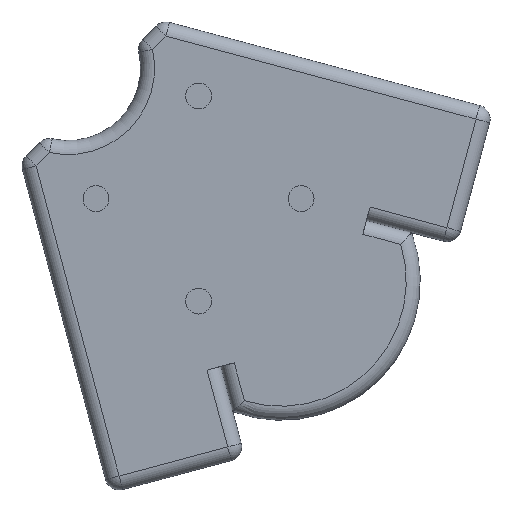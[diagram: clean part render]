
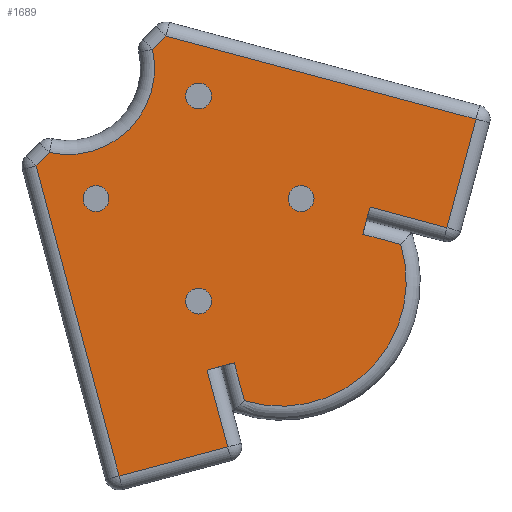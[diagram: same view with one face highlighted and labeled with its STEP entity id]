
A CAD part, front view. The second image highlights one B-rep face of the part: STEP entity #1689.
In plain terms, the highlighted face is planar.
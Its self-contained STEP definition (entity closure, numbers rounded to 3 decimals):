
#25=FACE_BOUND('',#320,.T.);
#26=FACE_BOUND('',#321,.T.);
#27=FACE_BOUND('',#322,.T.);
#28=FACE_BOUND('',#323,.T.);
#78=PLANE('',#1907);
#201=FACE_OUTER_BOUND('',#319,.T.);
#319=EDGE_LOOP('',(#1417,#1418,#1419,#1420,#1421,#1422,#1423,#1424,#1425,
#1426,#1427,#1428,#1429,#1430));
#320=EDGE_LOOP('',(#1431));
#321=EDGE_LOOP('',(#1432));
#322=EDGE_LOOP('',(#1433));
#323=EDGE_LOOP('',(#1434));
#425=LINE('',#3079,#531);
#427=LINE('',#3088,#533);
#428=LINE('',#3094,#534);
#430=LINE('',#3113,#536);
#438=LINE('',#3136,#544);
#439=LINE('',#3143,#545);
#442=LINE('',#3153,#548);
#443=LINE('',#3154,#549);
#444=LINE('',#3156,#550);
#445=LINE('',#3157,#551);
#446=LINE('',#3159,#552);
#447=LINE('',#3162,#553);
#531=VECTOR('',#2305,10.);
#533=VECTOR('',#2313,10.);
#534=VECTOR('',#2320,10.);
#536=VECTOR('',#2352,10.);
#544=VECTOR('',#2374,10.);
#545=VECTOR('',#2381,10.);
#548=VECTOR('',#2390,10.);
#549=VECTOR('',#2391,10.);
#550=VECTOR('',#2392,10.);
#551=VECTOR('',#2393,10.);
#552=VECTOR('',#2394,10.);
#553=VECTOR('',#2397,10.);
#634=CIRCLE('',#1855,2.75);
#636=CIRCLE('',#1859,2.75);
#638=CIRCLE('',#1863,2.75);
#640=CIRCLE('',#1867,2.75);
#650=CIRCLE('',#1885,18.5);
#662=CIRCLE('',#1908,26.724);
#776=VERTEX_POINT('',#3033);
#778=VERTEX_POINT('',#3040);
#780=VERTEX_POINT('',#3047);
#782=VERTEX_POINT('',#3054);
#789=VERTEX_POINT('',#3076);
#790=VERTEX_POINT('',#3078);
#793=VERTEX_POINT('',#3085);
#794=VERTEX_POINT('',#3087);
#796=VERTEX_POINT('',#3092);
#798=VERTEX_POINT('',#3112);
#805=VERTEX_POINT('',#3134);
#806=VERTEX_POINT('',#3135);
#808=VERTEX_POINT('',#3141);
#809=VERTEX_POINT('',#3142);
#813=VERTEX_POINT('',#3152);
#814=VERTEX_POINT('',#3155);
#815=VERTEX_POINT('',#3158);
#816=VERTEX_POINT('',#3160);
#971=EDGE_CURVE('',#776,#776,#634,.T.);
#974=EDGE_CURVE('',#778,#778,#636,.T.);
#977=EDGE_CURVE('',#780,#780,#638,.T.);
#980=EDGE_CURVE('',#782,#782,#640,.T.);
#992=EDGE_CURVE('',#789,#790,#425,.T.);
#996=EDGE_CURVE('',#793,#794,#427,.T.);
#999=EDGE_CURVE('',#796,#793,#428,.T.);
#1004=EDGE_CURVE('',#790,#796,#650,.T.);
#1009=EDGE_CURVE('',#798,#789,#430,.T.);
#1020=EDGE_CURVE('',#805,#806,#438,.T.);
#1023=EDGE_CURVE('',#808,#809,#439,.T.);
#1028=EDGE_CURVE('',#809,#813,#442,.T.);
#1029=EDGE_CURVE('',#794,#808,#443,.T.);
#1030=EDGE_CURVE('',#814,#798,#444,.T.);
#1031=EDGE_CURVE('',#806,#814,#445,.T.);
#1032=EDGE_CURVE('',#815,#805,#446,.T.);
#1033=EDGE_CURVE('',#816,#815,#662,.T.);
#1034=EDGE_CURVE('',#813,#816,#447,.T.);
#1417=ORIENTED_EDGE('',*,*,#1028,.F.);
#1418=ORIENTED_EDGE('',*,*,#1023,.F.);
#1419=ORIENTED_EDGE('',*,*,#1029,.F.);
#1420=ORIENTED_EDGE('',*,*,#996,.F.);
#1421=ORIENTED_EDGE('',*,*,#999,.F.);
#1422=ORIENTED_EDGE('',*,*,#1004,.F.);
#1423=ORIENTED_EDGE('',*,*,#992,.F.);
#1424=ORIENTED_EDGE('',*,*,#1009,.F.);
#1425=ORIENTED_EDGE('',*,*,#1030,.F.);
#1426=ORIENTED_EDGE('',*,*,#1031,.F.);
#1427=ORIENTED_EDGE('',*,*,#1020,.F.);
#1428=ORIENTED_EDGE('',*,*,#1032,.F.);
#1429=ORIENTED_EDGE('',*,*,#1033,.F.);
#1430=ORIENTED_EDGE('',*,*,#1034,.F.);
#1431=ORIENTED_EDGE('',*,*,#980,.T.);
#1432=ORIENTED_EDGE('',*,*,#977,.T.);
#1433=ORIENTED_EDGE('',*,*,#974,.T.);
#1434=ORIENTED_EDGE('',*,*,#971,.T.);
#1689=ADVANCED_FACE('',(#201,#25,#26,#27,#28),#78,.F.);
#1855=AXIS2_PLACEMENT_3D('',#3034,#2255,#2256);
#1859=AXIS2_PLACEMENT_3D('',#3041,#2264,#2265);
#1863=AXIS2_PLACEMENT_3D('',#3048,#2273,#2274);
#1867=AXIS2_PLACEMENT_3D('',#3055,#2282,#2283);
#1885=AXIS2_PLACEMENT_3D('',#3102,#2332,#2333);
#1907=AXIS2_PLACEMENT_3D('',#3151,#2388,#2389);
#1908=AXIS2_PLACEMENT_3D('',#3161,#2395,#2396);
#2255=DIRECTION('center_axis',(0.,-1.,0.));
#2256=DIRECTION('ref_axis',(-1.,0.,0.));
#2264=DIRECTION('center_axis',(0.,-1.,0.));
#2265=DIRECTION('ref_axis',(-1.,0.,0.));
#2273=DIRECTION('center_axis',(0.,-1.,0.));
#2274=DIRECTION('ref_axis',(-1.,0.,0.));
#2282=DIRECTION('center_axis',(0.,-1.,0.));
#2283=DIRECTION('ref_axis',(-1.,0.,0.));
#2305=DIRECTION('',(-0.707,0.,0.707));
#2313=DIRECTION('',(-0.966,0.,-0.259));
#2320=DIRECTION('',(-0.707,0.,0.707));
#2332=DIRECTION('center_axis',(0.,1.,0.));
#2333=DIRECTION('ref_axis',(-0.707,0.,-0.707));
#2352=DIRECTION('',(0.259,0.,0.966));
#2374=DIRECTION('',(0.966,0.,-0.259));
#2381=DIRECTION('',(0.966,0.,0.259));
#2388=DIRECTION('center_axis',(0.,-1.,0.));
#2389=DIRECTION('ref_axis',(-1.,0.,0.));
#2390=DIRECTION('',(0.259,0.,-0.966));
#2391=DIRECTION('',(0.259,0.,-0.966));
#2392=DIRECTION('',(0.966,0.,-0.259));
#2393=DIRECTION('',(-0.259,0.,-0.966));
#2394=DIRECTION('',(0.259,0.,0.966));
#2395=DIRECTION('center_axis',(0.,-1.,0.));
#2396=DIRECTION('ref_axis',(-0.707,0.,-0.707));
#2397=DIRECTION('',(-0.966,0.,-0.259));
#3033=CARTESIAN_POINT('',(33.581,60.,-6.011));
#3034=CARTESIAN_POINT('Origin',(30.831,60.,-6.011));
#3040=CARTESIAN_POINT('',(11.689,60.,-27.904));
#3041=CARTESIAN_POINT('Origin',(8.939,60.,-27.904));
#3047=CARTESIAN_POINT('',(55.473,60.,-27.904));
#3048=CARTESIAN_POINT('Origin',(52.723,60.,-27.904));
#3054=CARTESIAN_POINT('',(33.581,60.,-49.796));
#3055=CARTESIAN_POINT('Origin',(30.831,60.,-49.796));
#3076=CARTESIAN_POINT('',(65.558,60.,-20.897));
#3078=CARTESIAN_POINT('',(62.726,60.,-18.064));
#3079=CARTESIAN_POINT('',(56.596,60.,-11.934));
#3085=CARTESIAN_POINT('',(37.838,60.,6.824));
#3087=CARTESIAN_POINT('',(-28.407,60.,-10.926));
#3088=CARTESIAN_POINT('',(47.57,60.,9.432));
#3092=CARTESIAN_POINT('',(40.67,60.,3.992));
#3094=CARTESIAN_POINT('',(44.156,60.,0.506));
#3102=CARTESIAN_POINT('Origin',(58.734,60.,0.));
#3112=CARTESIAN_POINT('',(47.808,60.,-87.141));
#3113=CARTESIAN_POINT('',(62.561,60.,-32.084));
#3134=CARTESIAN_POINT('',(23.23,60.,-62.956));
#3135=CARTESIAN_POINT('',(29.026,60.,-64.509));
#3136=CARTESIAN_POINT('',(33.373,60.,-65.674));
#3141=CARTESIAN_POINT('',(-22.195,60.,-34.108));
#3142=CARTESIAN_POINT('',(-5.775,60.,-29.708));
#3143=CARTESIAN_POINT('',(49.292,60.,-14.953));
#3151=CARTESIAN_POINT('Origin',(58.734,60.,0.));
#3152=CARTESIAN_POINT('',(-4.222,60.,-35.504));
#3153=CARTESIAN_POINT('',(-10.822,60.,-10.873));
#3154=CARTESIAN_POINT('',(-28.278,60.,-11.409));
#3155=CARTESIAN_POINT('',(24.626,60.,-80.93));
#3156=CARTESIAN_POINT('',(25.109,60.,-81.059));
#3157=CARTESIAN_POINT('',(38.605,60.,-28.76));
#3158=CARTESIAN_POINT('',(21.057,60.,-71.066));
#3159=CARTESIAN_POINT('',(32.289,60.,-29.149));
#3160=CARTESIAN_POINT('',(-12.332,60.,-37.677));
#3161=CARTESIAN_POINT('Origin',(13.216,60.,-45.518));
#3162=CARTESIAN_POINT('',(24.756,60.,-27.739));
